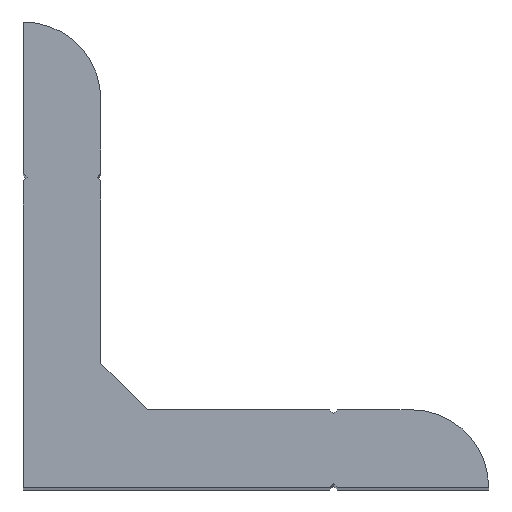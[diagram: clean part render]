
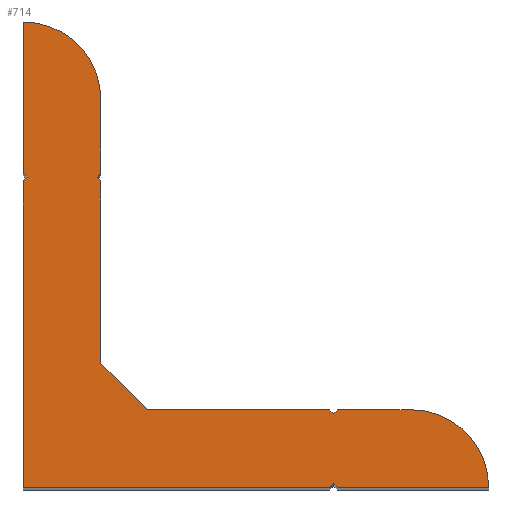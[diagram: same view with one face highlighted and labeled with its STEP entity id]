
A CAD part, top view. The second image highlights one B-rep face of the part: STEP entity #714.
In plain terms, the highlighted planar face has unit normal (0, 0, 1).
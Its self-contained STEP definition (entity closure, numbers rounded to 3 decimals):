
#73=CARTESIAN_POINT('',(4.709,33.048,100.0));
#74=VERTEX_POINT('',#73);
#75=CARTESIAN_POINT('',(4.709,28.298,100.0));
#76=VERTEX_POINT('',#75);
#77=CARTESIAN_POINT('',(4.709,33.048,100.0));
#78=DIRECTION('',(0.0,-1.0,0.0));
#79=VECTOR('',#78,4.75);
#80=LINE('',#77,#79);
#81=EDGE_CURVE('',#74,#76,#80,.T.);
#113=CARTESIAN_POINT('',(4.459,28.048,100.0));
#114=VERTEX_POINT('',#113);
#115=CARTESIAN_POINT('',(4.709,28.298,100.0));
#116=DIRECTION('',(-0.707,-0.707,0.0));
#117=VECTOR('',#116,0.354);
#118=LINE('',#115,#117);
#119=EDGE_CURVE('',#76,#114,#118,.T.);
#144=CARTESIAN_POINT('',(4.709,27.798,100.0));
#145=VERTEX_POINT('',#144);
#146=CARTESIAN_POINT('',(4.459,28.048,100.0));
#147=DIRECTION('',(0.707,-0.707,0.0));
#148=VECTOR('',#147,0.354);
#149=LINE('',#146,#148);
#150=EDGE_CURVE('',#114,#145,#149,.T.);
#175=CARTESIAN_POINT('',(4.709,16.048,100.0));
#176=VERTEX_POINT('',#175);
#177=CARTESIAN_POINT('',(4.709,27.798,100.0));
#178=DIRECTION('',(0.0,-1.0,0.0));
#179=VECTOR('',#178,11.75);
#180=LINE('',#177,#179);
#181=EDGE_CURVE('',#145,#176,#180,.T.);
#206=CARTESIAN_POINT('',(7.709,13.048,100.0));
#207=VERTEX_POINT('',#206);
#208=CARTESIAN_POINT('',(4.709,16.048,100.0));
#209=DIRECTION('',(0.707,-0.707,0.0));
#210=VECTOR('',#209,4.243);
#211=LINE('',#208,#210);
#212=EDGE_CURVE('',#176,#207,#211,.T.);
#237=CARTESIAN_POINT('',(19.459,13.048,100.0));
#238=VERTEX_POINT('',#237);
#239=CARTESIAN_POINT('',(7.709,13.048,100.0));
#240=DIRECTION('',(1.0,0.0,0.0));
#241=VECTOR('',#240,11.75);
#242=LINE('',#239,#241);
#243=EDGE_CURVE('',#207,#238,#242,.T.);
#268=CARTESIAN_POINT('',(19.709,12.798,100.0));
#269=VERTEX_POINT('',#268);
#270=CARTESIAN_POINT('',(19.459,13.048,100.0));
#271=DIRECTION('',(0.707,-0.707,0.0));
#272=VECTOR('',#271,0.354);
#273=LINE('',#270,#272);
#274=EDGE_CURVE('',#238,#269,#273,.T.);
#299=CARTESIAN_POINT('',(19.959,13.048,100.0));
#300=VERTEX_POINT('',#299);
#301=CARTESIAN_POINT('',(19.709,12.798,100.0));
#302=DIRECTION('',(0.707,0.707,0.0));
#303=VECTOR('',#302,0.354);
#304=LINE('',#301,#303);
#305=EDGE_CURVE('',#269,#300,#304,.T.);
#330=CARTESIAN_POINT('',(24.709,13.048,100.0));
#331=VERTEX_POINT('',#330);
#332=CARTESIAN_POINT('',(19.959,13.048,100.0));
#333=DIRECTION('',(1.0,0.0,0.0));
#334=VECTOR('',#333,4.75);
#335=LINE('',#332,#334);
#336=EDGE_CURVE('',#300,#331,#335,.T.);
#361=CARTESIAN_POINT('',(29.709,8.048,100.0));
#362=VERTEX_POINT('',#361);
#363=CARTESIAN_POINT('',(24.709,8.048,100.0));
#364=DIRECTION('',(0.0,0.0,-1.0));
#365=DIRECTION('',(1.0,0.0,0.0));
#366=AXIS2_PLACEMENT_3D('',#363,#364,#365);
#367=CIRCLE('',#366,5.0);
#368=EDGE_CURVE('',#331,#362,#367,.T.);
#394=CARTESIAN_POINT('',(19.959,8.048,100.0));
#395=VERTEX_POINT('',#394);
#396=CARTESIAN_POINT('',(29.709,8.048,100.0));
#397=DIRECTION('',(-1.0,0.0,0.0));
#398=VECTOR('',#397,9.75);
#399=LINE('',#396,#398);
#400=EDGE_CURVE('',#362,#395,#399,.T.);
#425=CARTESIAN_POINT('',(19.709,8.298,100.0));
#426=VERTEX_POINT('',#425);
#427=CARTESIAN_POINT('',(19.959,8.048,100.0));
#428=DIRECTION('',(-0.707,0.707,0.0));
#429=VECTOR('',#428,0.354);
#430=LINE('',#427,#429);
#431=EDGE_CURVE('',#395,#426,#430,.T.);
#456=CARTESIAN_POINT('',(19.459,8.048,100.0));
#457=VERTEX_POINT('',#456);
#458=CARTESIAN_POINT('',(19.709,8.298,100.0));
#459=DIRECTION('',(-0.707,-0.707,0.0));
#460=VECTOR('',#459,0.354);
#461=LINE('',#458,#460);
#462=EDGE_CURVE('',#426,#457,#461,.T.);
#487=CARTESIAN_POINT('',(-0.291,8.048,100.0));
#488=VERTEX_POINT('',#487);
#489=CARTESIAN_POINT('',(19.459,8.048,100.0));
#490=DIRECTION('',(-1.0,0.0,0.0));
#491=VECTOR('',#490,19.75);
#492=LINE('',#489,#491);
#493=EDGE_CURVE('',#457,#488,#492,.T.);
#518=CARTESIAN_POINT('',(-0.291,27.798,100.0));
#519=VERTEX_POINT('',#518);
#520=CARTESIAN_POINT('',(-0.291,8.048,100.0));
#521=DIRECTION('',(0.0,1.0,0.0));
#522=VECTOR('',#521,19.75);
#523=LINE('',#520,#522);
#524=EDGE_CURVE('',#488,#519,#523,.T.);
#549=CARTESIAN_POINT('',(-0.041,28.048,100.0));
#550=VERTEX_POINT('',#549);
#551=CARTESIAN_POINT('',(-0.291,27.798,100.0));
#552=DIRECTION('',(0.707,0.707,0.0));
#553=VECTOR('',#552,0.354);
#554=LINE('',#551,#553);
#555=EDGE_CURVE('',#519,#550,#554,.T.);
#580=CARTESIAN_POINT('',(-0.291,28.298,100.0));
#581=VERTEX_POINT('',#580);
#582=CARTESIAN_POINT('',(-0.041,28.048,100.0));
#583=DIRECTION('',(-0.707,0.707,0.0));
#584=VECTOR('',#583,0.354);
#585=LINE('',#582,#584);
#586=EDGE_CURVE('',#550,#581,#585,.T.);
#611=CARTESIAN_POINT('',(-0.291,38.048,100.0));
#612=VERTEX_POINT('',#611);
#613=CARTESIAN_POINT('',(-0.291,28.298,100.0));
#614=DIRECTION('',(0.0,1.0,0.0));
#615=VECTOR('',#614,9.75);
#616=LINE('',#613,#615);
#617=EDGE_CURVE('',#581,#612,#616,.T.);
#642=CARTESIAN_POINT('',(-0.291,33.048,100.0));
#643=DIRECTION('',(0.0,0.0,-1.0));
#644=DIRECTION('',(1.0,0.0,0.0));
#645=AXIS2_PLACEMENT_3D('',#642,#643,#644);
#646=CIRCLE('',#645,5.0);
#647=EDGE_CURVE('',#612,#74,#646,.T.);
#688=CARTESIAN_POINT('',(9.273,17.612,100.0));
#689=DIRECTION('',(0.0,0.0,1.0));
#690=DIRECTION('',(1.0,0.0,0.0));
#691=AXIS2_PLACEMENT_3D('',#688,#689,#690);
#692=PLANE('',#691);
#693=ORIENTED_EDGE('',*,*,#81,.F.);
#694=ORIENTED_EDGE('',*,*,#647,.F.);
#695=ORIENTED_EDGE('',*,*,#617,.F.);
#696=ORIENTED_EDGE('',*,*,#586,.F.);
#697=ORIENTED_EDGE('',*,*,#555,.F.);
#698=ORIENTED_EDGE('',*,*,#524,.F.);
#699=ORIENTED_EDGE('',*,*,#493,.F.);
#700=ORIENTED_EDGE('',*,*,#462,.F.);
#701=ORIENTED_EDGE('',*,*,#431,.F.);
#702=ORIENTED_EDGE('',*,*,#400,.F.);
#703=ORIENTED_EDGE('',*,*,#368,.F.);
#704=ORIENTED_EDGE('',*,*,#336,.F.);
#705=ORIENTED_EDGE('',*,*,#305,.F.);
#706=ORIENTED_EDGE('',*,*,#274,.F.);
#707=ORIENTED_EDGE('',*,*,#243,.F.);
#708=ORIENTED_EDGE('',*,*,#212,.F.);
#709=ORIENTED_EDGE('',*,*,#181,.F.);
#710=ORIENTED_EDGE('',*,*,#150,.F.);
#711=ORIENTED_EDGE('',*,*,#119,.F.);
#712=EDGE_LOOP('',(#693,#694,#695,#696,#697,#698,#699,#700,#701,#702,#703,#704,#705,#706,#707,#708,#709,#710,#711));
#713=FACE_OUTER_BOUND('',#712,.T.);
#714=ADVANCED_FACE('',(#713),#692,.T.);
